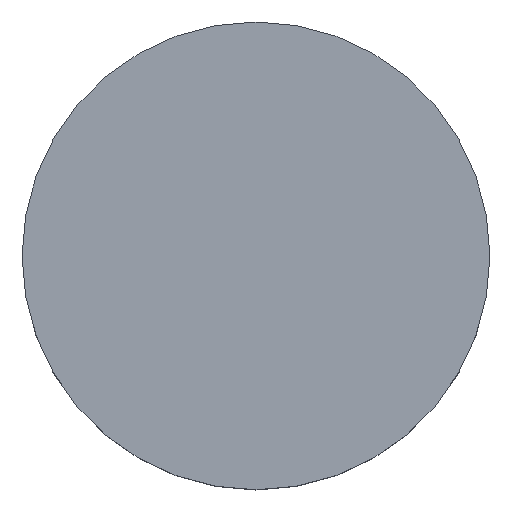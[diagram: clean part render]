
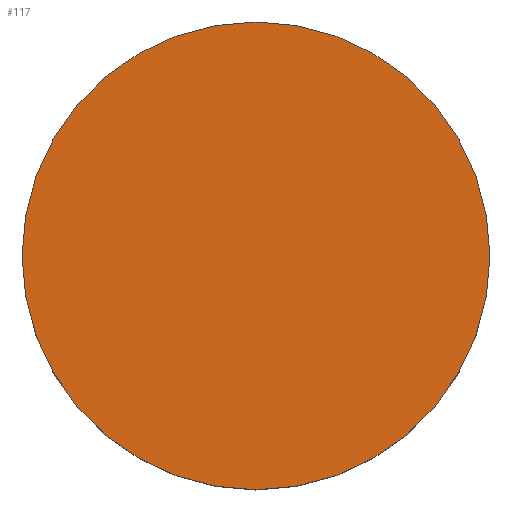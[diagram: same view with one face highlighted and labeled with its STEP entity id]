
A CAD part, top view. The second image highlights one B-rep face of the part: STEP entity #117.
In plain terms, the highlighted planar face has unit normal (0, 0, 1).
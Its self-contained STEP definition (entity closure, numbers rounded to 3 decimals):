
#2 = CARTESIAN_POINT ( 'NONE',  ( 0., 0., 3. ) ) ;
#5 = DIRECTION ( 'NONE',  ( 0., 0., 1. ) ) ;
#11 = VERTEX_POINT ( 'NONE', #132 ) ;
#27 = DIRECTION ( 'NONE',  ( 0., 0., 1. ) ) ;
#44 = DIRECTION ( 'NONE',  ( 1., 0., 0. ) ) ;
#47 = VERTEX_POINT ( 'NONE', #94 ) ;
#50 = DIRECTION ( 'NONE',  ( 1., 0., 0. ) ) ;
#52 = DIRECTION ( 'NONE',  ( 1., 0., 0. ) ) ;
#56 = EDGE_CURVE ( 'NONE', #47, #11, #130, .T. ) ;
#58 = ORIENTED_EDGE ( 'NONE', *, *, #104, .T. ) ;
#62 = AXIS2_PLACEMENT_3D ( 'NONE', #2, #27, #50 ) ;
#71 = EDGE_LOOP ( 'NONE', ( #100, #58 ) ) ;
#78 = FACE_OUTER_BOUND ( 'NONE', #71, .T. ) ;
#90 = AXIS2_PLACEMENT_3D ( 'NONE', #135, #5, #44 ) ;
#94 = CARTESIAN_POINT ( 'NONE',  ( -6., 0., 3. ) ) ;
#96 = PLANE ( 'NONE',  #90 ) ;
#100 = ORIENTED_EDGE ( 'NONE', *, *, #56, .T. ) ;
#102 = CIRCLE ( 'NONE', #114, 6. ) ;
#104 = EDGE_CURVE ( 'NONE', #11, #47, #102, .T. ) ;
#112 = DIRECTION ( 'NONE',  ( 0., 0., 1. ) ) ;
#114 = AXIS2_PLACEMENT_3D ( 'NONE', #125, #112, #52 ) ;
#117 = ADVANCED_FACE ( 'NONE', ( #78 ), #96, .T. ) ;
#125 = CARTESIAN_POINT ( 'NONE',  ( 0., 0., 3. ) ) ;
#130 = CIRCLE ( 'NONE', #62, 6. ) ;
#132 = CARTESIAN_POINT ( 'NONE',  ( 6., 0., 3. ) ) ;
#135 = CARTESIAN_POINT ( 'NONE',  ( 0., 0., 3. ) ) ;
